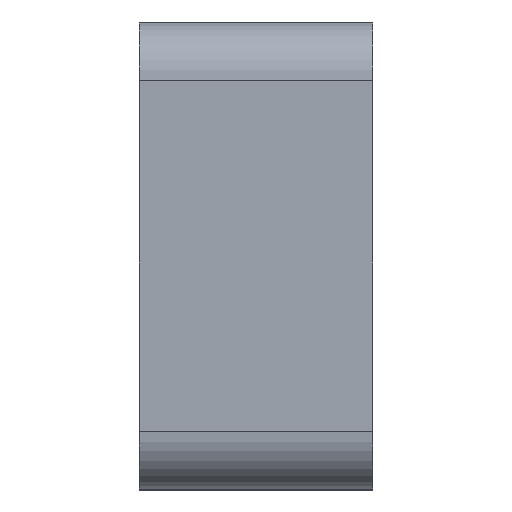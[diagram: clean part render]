
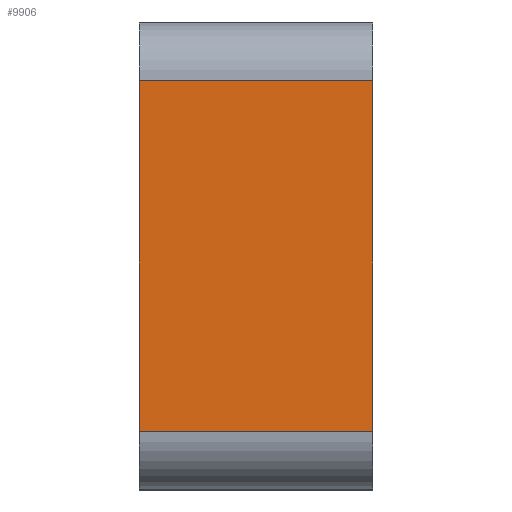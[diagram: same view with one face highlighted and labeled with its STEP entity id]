
A CAD part, left-side view. The second image highlights one B-rep face of the part: STEP entity #9906.
In plain terms, the highlighted planar face has unit normal (-1, 0, 0).
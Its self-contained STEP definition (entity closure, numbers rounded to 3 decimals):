
#2352=ORIENTED_EDGE('',*,*,#4550,.F.);
#2353=ORIENTED_EDGE('',*,*,#4235,.F.);
#2354=ORIENTED_EDGE('',*,*,#4551,.T.);
#2355=ORIENTED_EDGE('',*,*,#4258,.F.);
#4235=EDGE_CURVE('',#5629,#5630,#6436,.T.);
#4258=EDGE_CURVE('',#5649,#5650,#6451,.T.);
#4550=EDGE_CURVE('',#5630,#5649,#6692,.T.);
#4551=EDGE_CURVE('',#5629,#5650,#6693,.T.);
#5629=VERTEX_POINT('',#15365);
#5630=VERTEX_POINT('',#15367);
#5649=VERTEX_POINT('',#15409);
#5650=VERTEX_POINT('',#15411);
#6436=LINE('',#15366,#7514);
#6451=LINE('',#15410,#7529);
#6692=LINE('',#16031,#7770);
#6693=LINE('',#16032,#7771);
#7514=VECTOR('',#12139,1000.);
#7529=VECTOR('',#12172,1000.);
#7770=VECTOR('',#12941,1000.);
#7771=VECTOR('',#12942,1000.);
#8460=EDGE_LOOP('',(#2352,#2353,#2354,#2355));
#9056=FACE_BOUND('',#8460,.T.);
#9486=PLANE('',#10743);
#9906=ADVANCED_FACE('',(#9056),#9486,.T.);
#10743=AXIS2_PLACEMENT_3D('',#16030,#12939,#12940);
#12139=DIRECTION('',(0.,0.,1.));
#12172=DIRECTION('',(0.,0.,-1.));
#12939=DIRECTION('',(-1.,0.,0.));
#12940=DIRECTION('',(0.,0.,-1.));
#12941=DIRECTION('',(0.,-1.,0.));
#12942=DIRECTION('',(0.,-1.,0.));
#15365=CARTESIAN_POINT('',(-85.,10.,-12.498));
#15366=CARTESIAN_POINT('',(-85.,10.,0.002));
#15367=CARTESIAN_POINT('',(-85.,10.,2.502));
#15409=CARTESIAN_POINT('',(-85.,0.,2.502));
#15410=CARTESIAN_POINT('',(-85.,0.,-4.998));
#15411=CARTESIAN_POINT('',(-85.,0.,-12.498));
#16030=CARTESIAN_POINT('',(-85.,10.,-4.998));
#16031=CARTESIAN_POINT('',(-85.,10.,2.502));
#16032=CARTESIAN_POINT('',(-85.,10.,-12.498));
